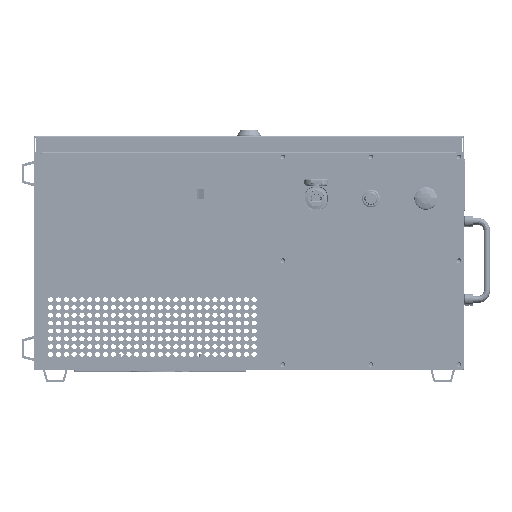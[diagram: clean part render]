
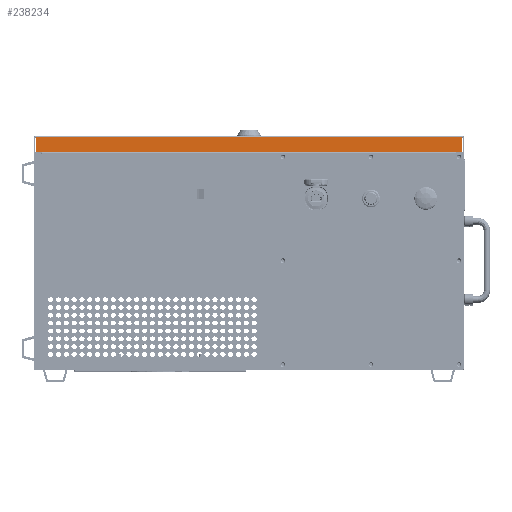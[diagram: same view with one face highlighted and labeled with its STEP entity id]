
A CAD part, top view. The second image highlights one B-rep face of the part: STEP entity #238234.
In plain terms, the highlighted planar face has unit normal (0, 0, 1).
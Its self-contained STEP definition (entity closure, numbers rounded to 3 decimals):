
#957 = DIRECTION ( 'NONE',  ( 0., -1., 0. ) ) ;
#5695 = CARTESIAN_POINT ( 'NONE',  ( -272.693, 277., 300. ) ) ;
#15338 = ORIENTED_EDGE ( 'NONE', *, *, #105682, .T. ) ;
#53602 = PLANE ( 'NONE',  #114406 ) ;
#58061 = EDGE_CURVE ( 'NONE', #123538, #139540, #94320, .T. ) ;
#64907 = CARTESIAN_POINT ( 'NONE',  ( -272.693, 297., 300. ) ) ;
#66374 = LINE ( 'NONE', #149220, #128733 ) ;
#68738 = EDGE_LOOP ( 'NONE', ( #175183, #153898, #15338, #230725 ) ) ;
#92986 = CARTESIAN_POINT ( 'NONE',  ( 272.693, 295.4, 300. ) ) ;
#93075 = EDGE_CURVE ( 'NONE', #133028, #139540, #204349, .T. ) ;
#93145 = VECTOR ( 'NONE', #957, 1000. ) ;
#94320 = LINE ( 'NONE', #92986, #212245 ) ;
#103346 = VERTEX_POINT ( 'NONE', #144266 ) ;
#105682 = EDGE_CURVE ( 'NONE', #103346, #133028, #226679, .T. ) ;
#114406 = AXIS2_PLACEMENT_3D ( 'NONE', #160864, #118712, #267087 ) ;
#118712 = DIRECTION ( 'NONE',  ( 0., 0., -1. ) ) ;
#123538 = VERTEX_POINT ( 'NONE', #175475 ) ;
#127402 = CARTESIAN_POINT ( 'NONE',  ( 272.693, 277., 300. ) ) ;
#128733 = VECTOR ( 'NONE', #128841, 1000. ) ;
#128841 = DIRECTION ( 'NONE',  ( 1., 0., 0. ) ) ;
#133028 = VERTEX_POINT ( 'NONE', #5695 ) ;
#139540 = VERTEX_POINT ( 'NONE', #127402 ) ;
#141758 = DIRECTION ( 'NONE',  ( 1., 0., 0. ) ) ;
#144266 = CARTESIAN_POINT ( 'NONE',  ( -272.693, 295.2, 300. ) ) ;
#149220 = CARTESIAN_POINT ( 'NONE',  ( 275., 295.2, 300. ) ) ;
#153898 = ORIENTED_EDGE ( 'NONE', *, *, #233176, .F. ) ;
#160864 = CARTESIAN_POINT ( 'NONE',  ( 0., 297., 300. ) ) ;
#175183 = ORIENTED_EDGE ( 'NONE', *, *, #58061, .F. ) ;
#175475 = CARTESIAN_POINT ( 'NONE',  ( 272.693, 295.2, 300. ) ) ;
#199101 = FACE_OUTER_BOUND ( 'NONE', #68738, .T. ) ;
#204349 = LINE ( 'NONE', #222051, #238837 ) ;
#212245 = VECTOR ( 'NONE', #238580, 1000. ) ;
#222051 = CARTESIAN_POINT ( 'NONE',  ( 0., 277., 300. ) ) ;
#226679 = LINE ( 'NONE', #64907, #93145 ) ;
#230725 = ORIENTED_EDGE ( 'NONE', *, *, #93075, .T. ) ;
#233176 = EDGE_CURVE ( 'NONE', #103346, #123538, #66374, .T. ) ;
#238234 = ADVANCED_FACE ( 'NONE', ( #199101 ), #53602, .F. ) ;
#238580 = DIRECTION ( 'NONE',  ( 0., -1., 0. ) ) ;
#238837 = VECTOR ( 'NONE', #141758, 1000. ) ;
#267087 = DIRECTION ( 'NONE',  ( 0., -1., 0. ) ) ;
